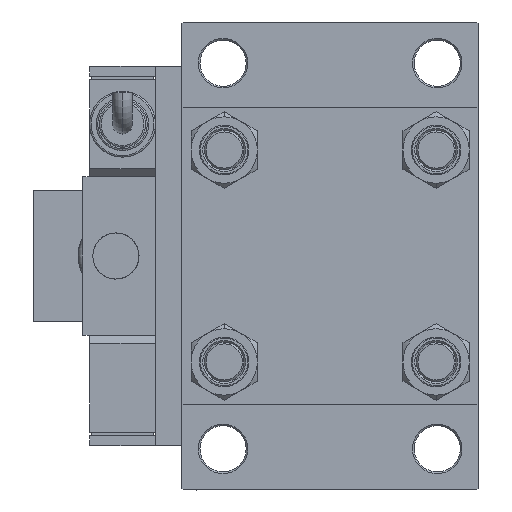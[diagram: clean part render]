
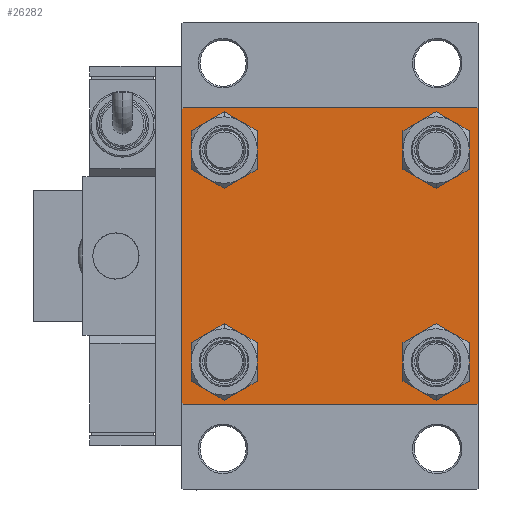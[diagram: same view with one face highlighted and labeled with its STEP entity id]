
A CAD part, left-side view. The second image highlights one B-rep face of the part: STEP entity #26282.
In plain terms, the highlighted planar face has unit normal (-1, 0, 0).
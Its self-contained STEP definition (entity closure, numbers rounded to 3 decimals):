
#3 = VECTOR ( 'NONE', #26649, 1000. ) ;
#621 = VERTEX_POINT ( 'NONE', #41859 ) ;
#707 = DIRECTION ( 'NONE',  ( 0., 0., -1. ) ) ;
#775 = VECTOR ( 'NONE', #707, 1000. ) ;
#1129 = CARTESIAN_POINT ( 'NONE',  ( 0., -44.5, 45. ) ) ;
#1408 = AXIS2_PLACEMENT_3D ( 'NONE', #4437, #39049, #8354 ) ;
#2169 = VERTEX_POINT ( 'NONE', #39754 ) ;
#2386 = CARTESIAN_POINT ( 'NONE',  ( 0., -32.15, -32.15 ) ) ;
#2697 = DIRECTION ( 'NONE',  ( 1., 0., 0. ) ) ;
#3551 = VECTOR ( 'NONE', #52166, 1000. ) ;
#3709 = CARTESIAN_POINT ( 'NONE',  ( 0., -32.15, 38.65 ) ) ;
#4062 = ORIENTED_EDGE ( 'NONE', *, *, #51507, .T. ) ;
#4137 = AXIS2_PLACEMENT_3D ( 'NONE', #2386, #23884, #11860 ) ;
#4437 = CARTESIAN_POINT ( 'NONE',  ( 0., 32.15, 32.15 ) ) ;
#4499 = ORIENTED_EDGE ( 'NONE', *, *, #13778, .T. ) ;
#4598 = CARTESIAN_POINT ( 'NONE',  ( 0., -32.15, 32.15 ) ) ;
#4866 = CARTESIAN_POINT ( 'NONE',  ( 0., -44.75, 44.75 ) ) ;
#4904 = AXIS2_PLACEMENT_3D ( 'NONE', #36943, #54232, #33035 ) ;
#5691 = LINE ( 'NONE', #9894, #3 ) ;
#6475 = DIRECTION ( 'NONE',  ( 0., -1., 0. ) ) ;
#6684 = CARTESIAN_POINT ( 'NONE',  ( 0., 32.15, 32.15 ) ) ;
#8314 = VERTEX_POINT ( 'NONE', #37188 ) ;
#8354 = DIRECTION ( 'NONE',  ( 0., 0., 1. ) ) ;
#8490 = EDGE_CURVE ( 'NONE', #37958, #11438, #25114, .T. ) ;
#9152 = CARTESIAN_POINT ( 'NONE',  ( 0., 32.15, -25.65 ) ) ;
#9483 = CIRCLE ( 'NONE', #4137, 6.5 ) ;
#9894 = CARTESIAN_POINT ( 'NONE',  ( 0., -44.75, -44.75 ) ) ;
#9965 = ORIENTED_EDGE ( 'NONE', *, *, #11226, .F. ) ;
#10253 = CIRCLE ( 'NONE', #26304, 6.5 ) ;
#10490 = FACE_BOUND ( 'NONE', #27947, .T. ) ;
#10728 = ORIENTED_EDGE ( 'NONE', *, *, #15678, .T. ) ;
#10881 = CARTESIAN_POINT ( 'NONE',  ( 0., -45., 45. ) ) ;
#11226 = EDGE_CURVE ( 'NONE', #621, #32386, #44438, .T. ) ;
#11438 = VERTEX_POINT ( 'NONE', #51366 ) ;
#11719 = AXIS2_PLACEMENT_3D ( 'NONE', #6684, #44663, #48560 ) ;
#11807 = VERTEX_POINT ( 'NONE', #48454 ) ;
#11860 = DIRECTION ( 'NONE',  ( 0., 0., 1. ) ) ;
#12047 = CIRCLE ( 'NONE', #4904, 6.5 ) ;
#13009 = ORIENTED_EDGE ( 'NONE', *, *, #27305, .T. ) ;
#13284 = ORIENTED_EDGE ( 'NONE', *, *, #31462, .T. ) ;
#13440 = DIRECTION ( 'NONE',  ( 0., 0., 1. ) ) ;
#13530 = DIRECTION ( 'NONE',  ( 0., 0., 1. ) ) ;
#13778 = EDGE_CURVE ( 'NONE', #50155, #14327, #43157, .T. ) ;
#13872 = DIRECTION ( 'NONE',  ( 0., 0., 1. ) ) ;
#14327 = VERTEX_POINT ( 'NONE', #41567 ) ;
#14461 = EDGE_LOOP ( 'NONE', ( #4062, #10728 ) ) ;
#14559 = VECTOR ( 'NONE', #6475, 1000. ) ;
#14670 = VECTOR ( 'NONE', #45450, 1000. ) ;
#15611 = AXIS2_PLACEMENT_3D ( 'NONE', #51102, #27764, #40604 ) ;
#15678 = EDGE_CURVE ( 'NONE', #24470, #23613, #10253, .T. ) ;
#16018 = EDGE_CURVE ( 'NONE', #44371, #53454, #12047, .T. ) ;
#16665 = EDGE_LOOP ( 'NONE', ( #19126, #20133 ) ) ;
#17076 = DIRECTION ( 'NONE',  ( -1., 0., 0. ) ) ;
#17350 = PLANE ( 'NONE',  #51552 ) ;
#18120 = LINE ( 'NONE', #52445, #3551 ) ;
#18316 = EDGE_CURVE ( 'NONE', #36497, #22305, #44353, .T. ) ;
#18335 = DIRECTION ( 'NONE',  ( 1., 0., 0. ) ) ;
#19126 = ORIENTED_EDGE ( 'NONE', *, *, #29774, .T. ) ;
#19880 = LINE ( 'NONE', #20151, #14559 ) ;
#20116 = CARTESIAN_POINT ( 'NONE',  ( 0., -44.5, -45. ) ) ;
#20133 = ORIENTED_EDGE ( 'NONE', *, *, #8490, .T. ) ;
#20151 = CARTESIAN_POINT ( 'NONE',  ( 0., 45., -45. ) ) ;
#20713 = VERTEX_POINT ( 'NONE', #20116 ) ;
#20911 = ORIENTED_EDGE ( 'NONE', *, *, #30281, .T. ) ;
#21039 = CIRCLE ( 'NONE', #1408, 6.5 ) ;
#21351 = DIRECTION ( 'NONE',  ( 1., 0., 0. ) ) ;
#21865 = CIRCLE ( 'NONE', #15611, 6.5 ) ;
#22300 = ORIENTED_EDGE ( 'NONE', *, *, #16018, .T. ) ;
#22305 = VERTEX_POINT ( 'NONE', #37452 ) ;
#22631 = AXIS2_PLACEMENT_3D ( 'NONE', #32293, #2697, #31743 ) ;
#22857 = EDGE_LOOP ( 'NONE', ( #4499, #13284 ) ) ;
#23223 = DIRECTION ( 'NONE',  ( 0., -1., 0. ) ) ;
#23444 = VECTOR ( 'NONE', #23223, 1000. ) ;
#23613 = VERTEX_POINT ( 'NONE', #9152 ) ;
#23884 = DIRECTION ( 'NONE',  ( 1., 0., 0. ) ) ;
#24470 = VERTEX_POINT ( 'NONE', #25090 ) ;
#25090 = CARTESIAN_POINT ( 'NONE',  ( 0., 32.15, -38.65 ) ) ;
#25114 = CIRCLE ( 'NONE', #11719, 6.5 ) ;
#25676 = CARTESIAN_POINT ( 'NONE',  ( 0., -32.15, -25.65 ) ) ;
#25921 = ORIENTED_EDGE ( 'NONE', *, *, #34015, .T. ) ;
#26282 = ADVANCED_FACE ( 'NONE', ( #31706, #10490, #38573, #49819, #38026 ), #17350, .T. ) ;
#26304 = AXIS2_PLACEMENT_3D ( 'NONE', #48188, #18335, #13872 ) ;
#26366 = LINE ( 'NONE', #4866, #49745 ) ;
#26649 = DIRECTION ( 'NONE',  ( 0., -0.707, 0.707 ) ) ;
#26875 = EDGE_CURVE ( 'NONE', #621, #8314, #18120, .T. ) ;
#27305 = EDGE_CURVE ( 'NONE', #20713, #2169, #5691, .T. ) ;
#27331 = CIRCLE ( 'NONE', #46924, 6.5 ) ;
#27357 = DIRECTION ( 'NONE',  ( 0., 0., -1. ) ) ;
#27764 = DIRECTION ( 'NONE',  ( 1., 0., 0. ) ) ;
#27947 = EDGE_LOOP ( 'NONE', ( #22300, #20911 ) ) ;
#28876 = ORIENTED_EDGE ( 'NONE', *, *, #48705, .T. ) ;
#29774 = EDGE_CURVE ( 'NONE', #11438, #37958, #21039, .T. ) ;
#30281 = EDGE_CURVE ( 'NONE', #53454, #44371, #9483, .T. ) ;
#31136 = LINE ( 'NONE', #35055, #775 ) ;
#31462 = EDGE_CURVE ( 'NONE', #14327, #50155, #27331, .T. ) ;
#31706 = FACE_BOUND ( 'NONE', #22857, .T. ) ;
#31743 = DIRECTION ( 'NONE',  ( 0., 0., 1. ) ) ;
#32293 = CARTESIAN_POINT ( 'NONE',  ( 0., -32.15, 32.15 ) ) ;
#32386 = VERTEX_POINT ( 'NONE', #1129 ) ;
#33035 = DIRECTION ( 'NONE',  ( 0., 0., 1. ) ) ;
#33558 = ORIENTED_EDGE ( 'NONE', *, *, #35840, .T. ) ;
#34015 = EDGE_CURVE ( 'NONE', #11807, #32386, #26366, .T. ) ;
#35055 = CARTESIAN_POINT ( 'NONE',  ( 0., 45., 45. ) ) ;
#35840 = EDGE_CURVE ( 'NONE', #8314, #36497, #31136, .T. ) ;
#36370 = CARTESIAN_POINT ( 'NONE',  ( 0., 32.15, 25.65 ) ) ;
#36497 = VERTEX_POINT ( 'NONE', #48776 ) ;
#36943 = CARTESIAN_POINT ( 'NONE',  ( 0., -32.15, -32.15 ) ) ;
#37188 = CARTESIAN_POINT ( 'NONE',  ( 0., 45., 44.5 ) ) ;
#37452 = CARTESIAN_POINT ( 'NONE',  ( 0., 44.5, -45. ) ) ;
#37958 = VERTEX_POINT ( 'NONE', #36370 ) ;
#38026 = FACE_OUTER_BOUND ( 'NONE', #50811, .T. ) ;
#38540 = ORIENTED_EDGE ( 'NONE', *, *, #18316, .T. ) ;
#38573 = FACE_BOUND ( 'NONE', #14461, .T. ) ;
#38852 = CARTESIAN_POINT ( 'NONE',  ( 0., 0., 0. ) ) ;
#39049 = DIRECTION ( 'NONE',  ( 1., 0., 0. ) ) ;
#39481 = DIRECTION ( 'NONE',  ( 0., 0.707, 0.707 ) ) ;
#39754 = CARTESIAN_POINT ( 'NONE',  ( 0., -45., -44.5 ) ) ;
#39913 = LINE ( 'NONE', #10881, #40586 ) ;
#40586 = VECTOR ( 'NONE', #27357, 1000. ) ;
#40604 = DIRECTION ( 'NONE',  ( 0., 0., 1. ) ) ;
#41567 = CARTESIAN_POINT ( 'NONE',  ( 0., -32.15, 25.65 ) ) ;
#41859 = CARTESIAN_POINT ( 'NONE',  ( 0., 44.5, 45. ) ) ;
#42145 = ORIENTED_EDGE ( 'NONE', *, *, #26875, .T. ) ;
#43157 = CIRCLE ( 'NONE', #22631, 6.5 ) ;
#44353 = LINE ( 'NONE', #49627, #14670 ) ;
#44371 = VERTEX_POINT ( 'NONE', #25676 ) ;
#44438 = LINE ( 'NONE', #49161, #23444 ) ;
#44663 = DIRECTION ( 'NONE',  ( 1., 0., 0. ) ) ;
#44998 = ORIENTED_EDGE ( 'NONE', *, *, #55146, .F. ) ;
#45450 = DIRECTION ( 'NONE',  ( 0., -0.707, -0.707 ) ) ;
#46924 = AXIS2_PLACEMENT_3D ( 'NONE', #4598, #21351, #13530 ) ;
#48188 = CARTESIAN_POINT ( 'NONE',  ( 0., 32.15, -32.15 ) ) ;
#48454 = CARTESIAN_POINT ( 'NONE',  ( 0., -45., 44.5 ) ) ;
#48560 = DIRECTION ( 'NONE',  ( 0., 0., 1. ) ) ;
#48705 = EDGE_CURVE ( 'NONE', #22305, #20713, #19880, .T. ) ;
#48776 = CARTESIAN_POINT ( 'NONE',  ( 0., 45., -44.5 ) ) ;
#49161 = CARTESIAN_POINT ( 'NONE',  ( 0., 45., 45. ) ) ;
#49627 = CARTESIAN_POINT ( 'NONE',  ( 0., 44.75, -44.75 ) ) ;
#49745 = VECTOR ( 'NONE', #39481, 1000. ) ;
#49819 = FACE_BOUND ( 'NONE', #16665, .T. ) ;
#50155 = VERTEX_POINT ( 'NONE', #3709 ) ;
#50811 = EDGE_LOOP ( 'NONE', ( #33558, #38540, #28876, #13009, #44998, #25921, #9965, #42145 ) ) ;
#50828 = CARTESIAN_POINT ( 'NONE',  ( 0., -32.15, -38.65 ) ) ;
#51102 = CARTESIAN_POINT ( 'NONE',  ( 0., 32.15, -32.15 ) ) ;
#51366 = CARTESIAN_POINT ( 'NONE',  ( 0., 32.15, 38.65 ) ) ;
#51507 = EDGE_CURVE ( 'NONE', #23613, #24470, #21865, .T. ) ;
#51552 = AXIS2_PLACEMENT_3D ( 'NONE', #38852, #17076, #13440 ) ;
#52166 = DIRECTION ( 'NONE',  ( 0., 0.707, -0.707 ) ) ;
#52445 = CARTESIAN_POINT ( 'NONE',  ( 0., 44.75, 44.75 ) ) ;
#53454 = VERTEX_POINT ( 'NONE', #50828 ) ;
#54232 = DIRECTION ( 'NONE',  ( 1., 0., 0. ) ) ;
#55146 = EDGE_CURVE ( 'NONE', #11807, #2169, #39913, .T. ) ;
